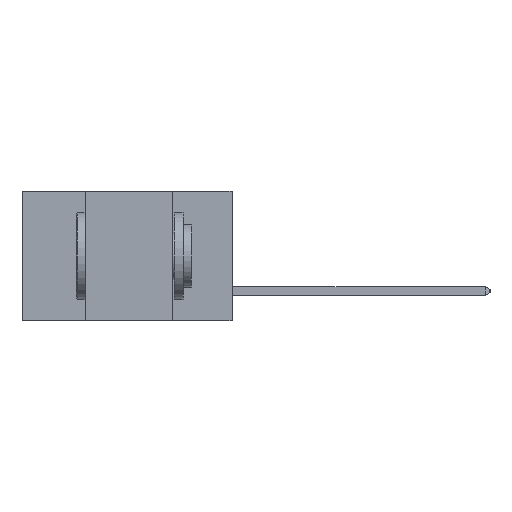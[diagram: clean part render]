
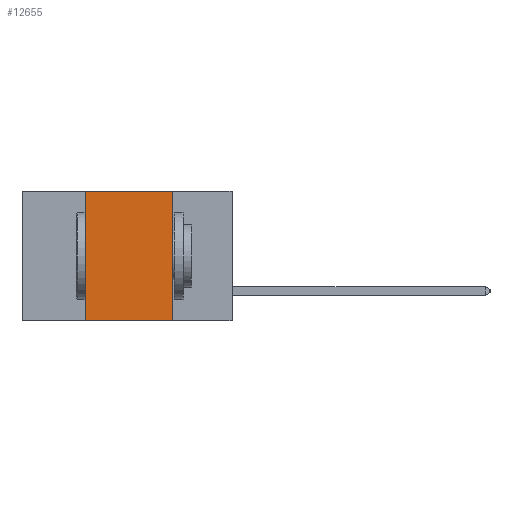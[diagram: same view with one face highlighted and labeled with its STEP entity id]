
A CAD part, left-side view. The second image highlights one B-rep face of the part: STEP entity #12655.
In plain terms, the highlighted planar face has unit normal (-1, 0, 0).
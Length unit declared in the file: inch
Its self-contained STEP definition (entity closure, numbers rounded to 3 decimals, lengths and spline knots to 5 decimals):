
#343 = CARTESIAN_POINT ( 'NONE',  ( 0., 0.6, 0. ) ) ;
#367 = EDGE_CURVE ( 'NONE', #944, #10930, #9911, .T. ) ;
#944 = VERTEX_POINT ( 'NONE', #10856 ) ;
#967 = CARTESIAN_POINT ( 'NONE',  ( 0., 0.42, 0. ) ) ;
#1269 = VECTOR ( 'NONE', #14319, 39.37008 ) ;
#2077 = EDGE_CURVE ( 'NONE', #7472, #13796, #10406, .T. ) ;
#2855 = CARTESIAN_POINT ( 'NONE',  ( 0., 0.17, 0. ) ) ;
#3566 = CARTESIAN_POINT ( 'NONE',  ( 0., 0.42, -0.37 ) ) ;
#3841 = PLANE ( 'NONE',  #9858 ) ;
#4170 = FACE_OUTER_BOUND ( 'NONE', #13147, .T. ) ;
#5000 = DIRECTION ( 'NONE',  ( 1., 0., 0. ) ) ;
#5020 = CARTESIAN_POINT ( 'NONE',  ( 0., 0.17, -0.37 ) ) ;
#5342 = EDGE_CURVE ( 'NONE', #10930, #13796, #8842, .T. ) ;
#5799 = VECTOR ( 'NONE', #12342, 39.37008 ) ;
#6647 = CARTESIAN_POINT ( 'NONE',  ( 0., 0.17, 0. ) ) ;
#6709 = ORIENTED_EDGE ( 'NONE', *, *, #12386, .F. ) ;
#6869 = VECTOR ( 'NONE', #13633, 39.37008 ) ;
#7468 = ORIENTED_EDGE ( 'NONE', *, *, #367, .F. ) ;
#7472 = VERTEX_POINT ( 'NONE', #3566 ) ;
#7857 = DIRECTION ( 'NONE',  ( 0., 0., 1. ) ) ;
#8753 = ORIENTED_EDGE ( 'NONE', *, *, #5342, .F. ) ;
#8842 = LINE ( 'NONE', #6647, #5799 ) ;
#9624 = ORIENTED_EDGE ( 'NONE', *, *, #2077, .T. ) ;
#9662 = CARTESIAN_POINT ( 'NONE',  ( 0., 0.6, 0. ) ) ;
#9858 = AXIS2_PLACEMENT_3D ( 'NONE', #343, #5000, #13003 ) ;
#9911 = LINE ( 'NONE', #9662, #6869 ) ;
#10406 = LINE ( 'NONE', #14282, #1269 ) ;
#10856 = CARTESIAN_POINT ( 'NONE',  ( 0., 0.42, 0. ) ) ;
#10930 = VERTEX_POINT ( 'NONE', #2855 ) ;
#12342 = DIRECTION ( 'NONE',  ( 0., 0., -1. ) ) ;
#12386 = EDGE_CURVE ( 'NONE', #7472, #944, #14218, .T. ) ;
#12655 = ADVANCED_FACE ( 'NONE', ( #4170 ), #3841, .F. ) ;
#13003 = DIRECTION ( 'NONE',  ( 0., 0., -1. ) ) ;
#13147 = EDGE_LOOP ( 'NONE', ( #8753, #7468, #6709, #9624 ) ) ;
#13633 = DIRECTION ( 'NONE',  ( 0., -1., 0. ) ) ;
#13796 = VERTEX_POINT ( 'NONE', #5020 ) ;
#13846 = VECTOR ( 'NONE', #7857, 39.37008 ) ;
#14218 = LINE ( 'NONE', #967, #13846 ) ;
#14282 = CARTESIAN_POINT ( 'NONE',  ( 0., 0.6, -0.37 ) ) ;
#14319 = DIRECTION ( 'NONE',  ( 0., -1., 0. ) ) ;
